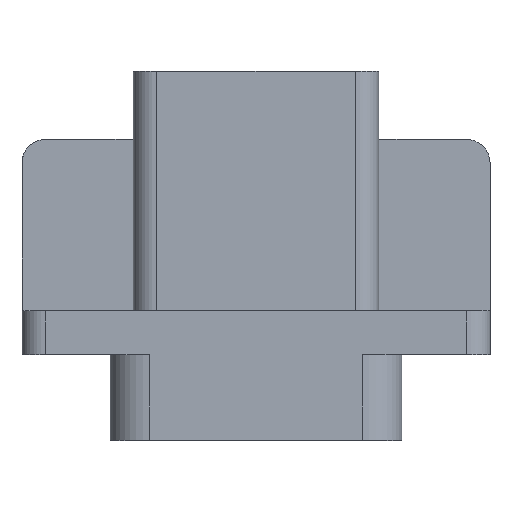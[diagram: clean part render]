
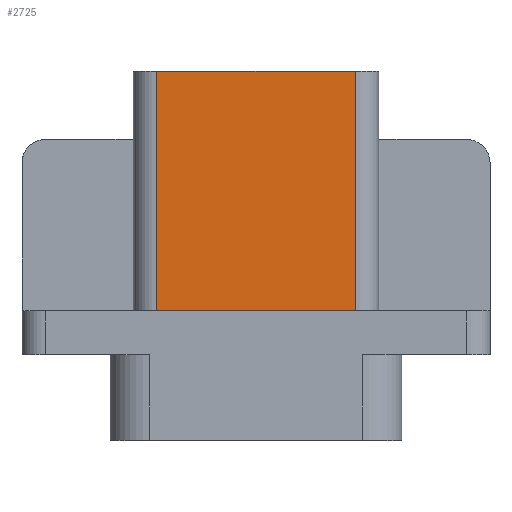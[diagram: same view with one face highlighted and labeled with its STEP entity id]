
A CAD part, top view. The second image highlights one B-rep face of the part: STEP entity #2725.
In plain terms, the highlighted planar face has unit normal (0, 0, 1).
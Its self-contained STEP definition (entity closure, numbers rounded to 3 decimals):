
#69=PLANE('',#2949);
#215=FACE_OUTER_BOUND('',#380,.T.);
#380=EDGE_LOOP('',(#2053,#2054,#2055,#2056));
#580=LINE('',#4101,#911);
#583=LINE('',#4113,#914);
#591=LINE('',#4126,#922);
#592=LINE('',#4128,#923);
#911=VECTOR('',#3286,10.);
#914=VECTOR('',#3299,10.);
#922=VECTOR('',#3313,10.);
#923=VECTOR('',#3316,10.);
#1306=VERTEX_POINT('',#4098);
#1307=VERTEX_POINT('',#4100);
#1311=VERTEX_POINT('',#4111);
#1313=VERTEX_POINT('',#4124);
#1589=EDGE_CURVE('',#1307,#1306,#580,.T.);
#1596=EDGE_CURVE('',#1311,#1306,#583,.T.);
#1605=EDGE_CURVE('',#1307,#1313,#591,.T.);
#1606=EDGE_CURVE('',#1311,#1313,#592,.T.);
#2053=ORIENTED_EDGE('',*,*,#1596,.F.);
#2054=ORIENTED_EDGE('',*,*,#1606,.T.);
#2055=ORIENTED_EDGE('',*,*,#1605,.F.);
#2056=ORIENTED_EDGE('',*,*,#1589,.T.);
#2725=ADVANCED_FACE('',(#215),#69,.T.);
#2949=AXIS2_PLACEMENT_3D('',#4127,#3314,#3315);
#3286=DIRECTION('',(1.,0.,0.));
#3299=DIRECTION('',(0.,-1.,0.));
#3313=DIRECTION('',(0.,1.,0.));
#3314=DIRECTION('center_axis',(0.,0.,1.));
#3315=DIRECTION('ref_axis',(1.,0.,0.));
#3316=DIRECTION('',(-1.,0.,0.));
#4098=CARTESIAN_POINT('',(14.25,0.,7.6));
#4100=CARTESIAN_POINT('',(1.5,0.,7.6));
#4101=CARTESIAN_POINT('',(0.,0.,7.6));
#4111=CARTESIAN_POINT('',(14.25,15.35,7.6));
#4113=CARTESIAN_POINT('',(14.25,3.838,7.6));
#4124=CARTESIAN_POINT('',(1.5,15.35,7.6));
#4126=CARTESIAN_POINT('',(1.5,11.513,7.6));
#4127=CARTESIAN_POINT('Origin',(7.875,7.675,7.6));
#4128=CARTESIAN_POINT('',(15.75,15.35,7.6));
